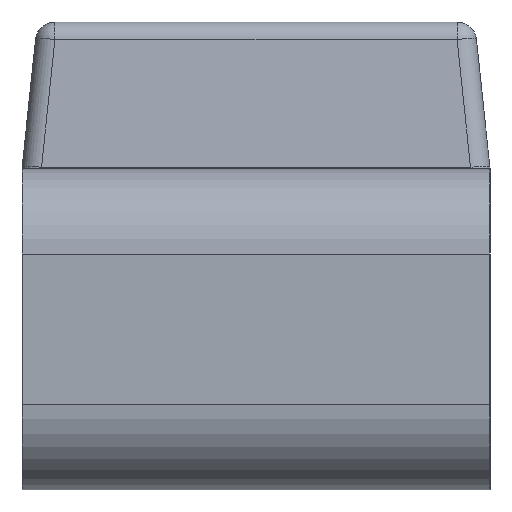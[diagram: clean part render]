
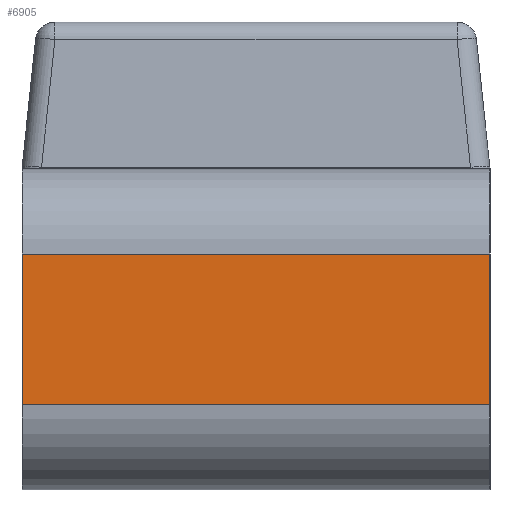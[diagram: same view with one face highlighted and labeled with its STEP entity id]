
A CAD part, left-side view. The second image highlights one B-rep face of the part: STEP entity #6905.
In plain terms, the highlighted face is planar.
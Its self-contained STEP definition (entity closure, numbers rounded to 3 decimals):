
#6291 = PLANE('',#6292);
#6292 = AXIS2_PLACEMENT_3D('',#6293,#6294,#6295);
#6293 = CARTESIAN_POINT('',(0.5,-0.6,0.605));
#6294 = DIRECTION('',(0.,-1.,-0.));
#6295 = DIRECTION('',(-1.,0.,0.));
#6320 = PLANE('',#6321);
#6321 = AXIS2_PLACEMENT_3D('',#6322,#6323,#6324);
#6322 = CARTESIAN_POINT('',(0.3,0.6,0.605));
#6323 = DIRECTION('',(-0.,1.,0.));
#6324 = DIRECTION('',(1.,0.,0.));
#6589 = VERTEX_POINT('',#6590);
#6590 = CARTESIAN_POINT('',(0.5,0.6,0.605));
#6630 = CYLINDRICAL_SURFACE('',#6631,0.22);
#6631 = AXIS2_PLACEMENT_3D('',#6632,#6633,#6634);
#6632 = CARTESIAN_POINT('',(0.28,0.6,0.605));
#6633 = DIRECTION('',(-0.,1.,0.));
#6634 = DIRECTION('',(0.,0.,1.));
#6647 = EDGE_CURVE('',#6589,#6648,#6650,.T.);
#6648 = VERTEX_POINT('',#6649);
#6649 = CARTESIAN_POINT('',(0.5,0.6,0.22));
#6650 = SURFACE_CURVE('',#6651,(#6655,#6662),.PCURVE_S1.);
#6651 = LINE('',#6652,#6653);
#6652 = CARTESIAN_POINT('',(0.5,0.6,0.605));
#6653 = VECTOR('',#6654,1.);
#6654 = DIRECTION('',(0.,0.,-1.));
#6655 = PCURVE('',#6320,#6656);
#6656 = DEFINITIONAL_REPRESENTATION('',(#6657),#6661);
#6657 = LINE('',#6658,#6659);
#6658 = CARTESIAN_POINT('',(0.2,0.));
#6659 = VECTOR('',#6660,1.);
#6660 = DIRECTION('',(0.,1.));
#6661 = ( GEOMETRIC_REPRESENTATION_CONTEXT(2) 
PARAMETRIC_REPRESENTATION_CONTEXT() REPRESENTATION_CONTEXT('2D SPACE',''
  ) );
#6662 = PCURVE('',#6663,#6668);
#6663 = PLANE('',#6664);
#6664 = AXIS2_PLACEMENT_3D('',#6665,#6666,#6667);
#6665 = CARTESIAN_POINT('',(0.5,0.6,0.605));
#6666 = DIRECTION('',(1.,0.,0.));
#6667 = DIRECTION('',(0.,-1.,0.));
#6668 = DEFINITIONAL_REPRESENTATION('',(#6669),#6673);
#6669 = LINE('',#6670,#6671);
#6670 = CARTESIAN_POINT('',(0.,0.));
#6671 = VECTOR('',#6672,1.);
#6672 = DIRECTION('',(0.,1.));
#6673 = ( GEOMETRIC_REPRESENTATION_CONTEXT(2) 
PARAMETRIC_REPRESENTATION_CONTEXT() REPRESENTATION_CONTEXT('2D SPACE',''
  ) );
#6742 = CYLINDRICAL_SURFACE('',#6743,0.22);
#6743 = AXIS2_PLACEMENT_3D('',#6744,#6745,#6746);
#6744 = CARTESIAN_POINT('',(0.28,0.6,0.22));
#6745 = DIRECTION('',(-0.,1.,0.));
#6746 = DIRECTION('',(0.,0.,1.));
#6862 = VERTEX_POINT('',#6863);
#6863 = CARTESIAN_POINT('',(0.5,-0.6,0.605));
#6885 = EDGE_CURVE('',#6862,#6589,#6886,.T.);
#6886 = SURFACE_CURVE('',#6887,(#6891,#6898),.PCURVE_S1.);
#6887 = LINE('',#6888,#6889);
#6888 = CARTESIAN_POINT('',(0.5,0.6,0.605));
#6889 = VECTOR('',#6890,1.);
#6890 = DIRECTION('',(-0.,1.,0.));
#6891 = PCURVE('',#6630,#6892);
#6892 = DEFINITIONAL_REPRESENTATION('',(#6893),#6897);
#6893 = LINE('',#6894,#6895);
#6894 = CARTESIAN_POINT('',(1.571,0.));
#6895 = VECTOR('',#6896,1.);
#6896 = DIRECTION('',(0.,1.));
#6897 = ( GEOMETRIC_REPRESENTATION_CONTEXT(2) 
PARAMETRIC_REPRESENTATION_CONTEXT() REPRESENTATION_CONTEXT('2D SPACE',''
  ) );
#6898 = PCURVE('',#6663,#6899);
#6899 = DEFINITIONAL_REPRESENTATION('',(#6900),#6904);
#6900 = LINE('',#6901,#6902);
#6901 = CARTESIAN_POINT('',(0.,0.));
#6902 = VECTOR('',#6903,1.);
#6903 = DIRECTION('',(-1.,0.));
#6904 = ( GEOMETRIC_REPRESENTATION_CONTEXT(2) 
PARAMETRIC_REPRESENTATION_CONTEXT() REPRESENTATION_CONTEXT('2D SPACE',''
  ) );
#6905 = ADVANCED_FACE('',(#6906),#6663,.T.);
#6906 = FACE_BOUND('',#6907,.T.);
#6907 = EDGE_LOOP('',(#6908,#6909,#6910,#6933));
#6908 = ORIENTED_EDGE('',*,*,#6647,.F.);
#6909 = ORIENTED_EDGE('',*,*,#6885,.F.);
#6910 = ORIENTED_EDGE('',*,*,#6911,.T.);
#6911 = EDGE_CURVE('',#6862,#6912,#6914,.T.);
#6912 = VERTEX_POINT('',#6913);
#6913 = CARTESIAN_POINT('',(0.5,-0.6,0.22));
#6914 = SURFACE_CURVE('',#6915,(#6919,#6926),.PCURVE_S1.);
#6915 = LINE('',#6916,#6917);
#6916 = CARTESIAN_POINT('',(0.5,-0.6,0.605));
#6917 = VECTOR('',#6918,1.);
#6918 = DIRECTION('',(0.,0.,-1.));
#6919 = PCURVE('',#6663,#6920);
#6920 = DEFINITIONAL_REPRESENTATION('',(#6921),#6925);
#6921 = LINE('',#6922,#6923);
#6922 = CARTESIAN_POINT('',(1.2,0.));
#6923 = VECTOR('',#6924,1.);
#6924 = DIRECTION('',(0.,1.));
#6925 = ( GEOMETRIC_REPRESENTATION_CONTEXT(2) 
PARAMETRIC_REPRESENTATION_CONTEXT() REPRESENTATION_CONTEXT('2D SPACE',''
  ) );
#6926 = PCURVE('',#6291,#6927);
#6927 = DEFINITIONAL_REPRESENTATION('',(#6928),#6932);
#6928 = LINE('',#6929,#6930);
#6929 = CARTESIAN_POINT('',(0.,0.));
#6930 = VECTOR('',#6931,1.);
#6931 = DIRECTION('',(0.,1.));
#6932 = ( GEOMETRIC_REPRESENTATION_CONTEXT(2) 
PARAMETRIC_REPRESENTATION_CONTEXT() REPRESENTATION_CONTEXT('2D SPACE',''
  ) );
#6933 = ORIENTED_EDGE('',*,*,#6934,.F.);
#6934 = EDGE_CURVE('',#6648,#6912,#6935,.T.);
#6935 = SURFACE_CURVE('',#6936,(#6940,#6947),.PCURVE_S1.);
#6936 = LINE('',#6937,#6938);
#6937 = CARTESIAN_POINT('',(0.5,0.6,0.22));
#6938 = VECTOR('',#6939,1.);
#6939 = DIRECTION('',(0.,-1.,0.));
#6940 = PCURVE('',#6663,#6941);
#6941 = DEFINITIONAL_REPRESENTATION('',(#6942),#6946);
#6942 = LINE('',#6943,#6944);
#6943 = CARTESIAN_POINT('',(0.,0.385));
#6944 = VECTOR('',#6945,1.);
#6945 = DIRECTION('',(1.,0.));
#6946 = ( GEOMETRIC_REPRESENTATION_CONTEXT(2) 
PARAMETRIC_REPRESENTATION_CONTEXT() REPRESENTATION_CONTEXT('2D SPACE',''
  ) );
#6947 = PCURVE('',#6742,#6948);
#6948 = DEFINITIONAL_REPRESENTATION('',(#6949),#6952);
#6949 = B_SPLINE_CURVE_WITH_KNOTS('',1,(#6950,#6951),.UNSPECIFIED.,.F.,
  .F.,(2,2),(0.,1.2),.PIECEWISE_BEZIER_KNOTS.);
#6950 = CARTESIAN_POINT('',(1.571,0.));
#6951 = CARTESIAN_POINT('',(1.571,-1.2));
#6952 = ( GEOMETRIC_REPRESENTATION_CONTEXT(2) 
PARAMETRIC_REPRESENTATION_CONTEXT() REPRESENTATION_CONTEXT('2D SPACE',''
  ) );
